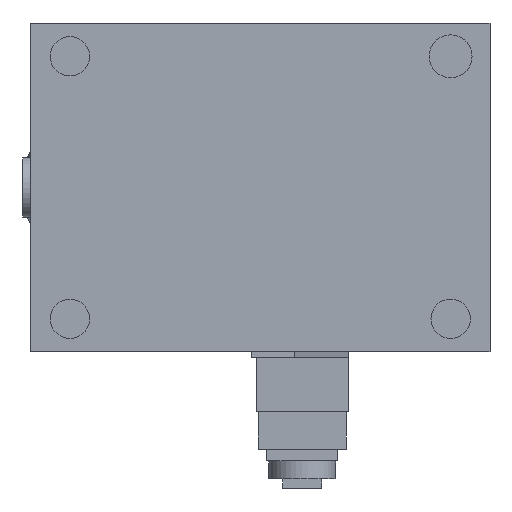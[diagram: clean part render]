
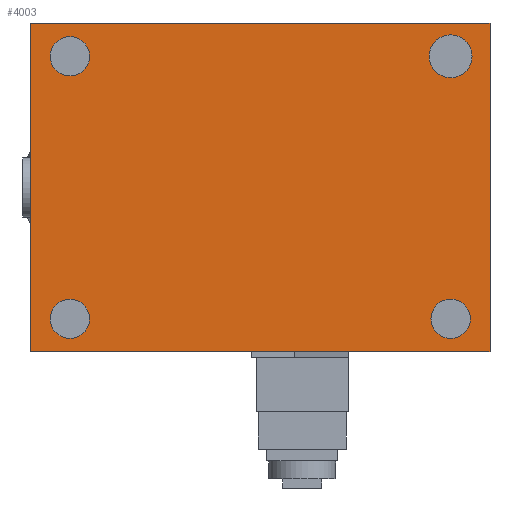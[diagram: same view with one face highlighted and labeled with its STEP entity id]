
A CAD part, front view. The second image highlights one B-rep face of the part: STEP entity #4003.
In plain terms, the highlighted planar face has unit normal (0, -1, 0).
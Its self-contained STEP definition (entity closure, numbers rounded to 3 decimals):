
#2513 = CARTESIAN_POINT ( 'NONE',  ( 30., 0., 100. ) ) ;
#2514 = DIRECTION ( 'NONE',  ( 0., -1., 0. ) ) ;
#2515 = DIRECTION ( 'NONE',  ( 0., 0., 1. ) ) ;
#3048 = CARTESIAN_POINT ( 'NONE',  ( 350., 0., 125. ) ) ;
#3049 = CARTESIAN_POINT ( 'NONE',  ( 320., 0., 100. ) ) ;
#3050 = DIRECTION ( 'NONE',  ( 0., -1., 0. ) ) ;
#3051 = DIRECTION ( 'NONE',  ( 0., 0., 1. ) ) ;
#3052 = LINE ( 'NONE', #3058, #10036 ) ;
#3053 = LINE ( 'NONE', #3048, #10038 ) ;
#3054 = CARTESIAN_POINT ( 'NONE',  ( 30., 0., -100. ) ) ;
#3055 = DIRECTION ( 'NONE',  ( 0., -1., 0. ) ) ;
#3056 = DIRECTION ( 'NONE',  ( 0., 0., 1. ) ) ;
#3057 = DIRECTION ( 'NONE',  ( -1., 0., 0. ) ) ;
#3058 = CARTESIAN_POINT ( 'NONE',  ( 350., 0., 125. ) ) ;
#3059 = DIRECTION ( 'NONE',  ( 0., 0., -1. ) ) ;
#3060 = LINE ( 'NONE', #3061, #10033 ) ;
#3061 = CARTESIAN_POINT ( 'NONE',  ( 350., 0., -125. ) ) ;
#3062 = DIRECTION ( 'NONE',  ( -1., 0., 0. ) ) ;
#3063 = LINE ( 'NONE', #3064, #10032 ) ;
#3064 = CARTESIAN_POINT ( 'NONE',  ( 0., 0., 125. ) ) ;
#3065 = DIRECTION ( 'NONE',  ( 0., 0., -1. ) ) ;
#3067 = CARTESIAN_POINT ( 'NONE',  ( 30., 0., 100. ) ) ;
#3068 = DIRECTION ( 'NONE',  ( 0., -1., 0. ) ) ;
#3069 = DIRECTION ( 'NONE',  ( 0., 0., 1. ) ) ;
#3072 = CARTESIAN_POINT ( 'NONE',  ( 320., 0., -100. ) ) ;
#3073 = DIRECTION ( 'NONE',  ( 0., -1., 0. ) ) ;
#3074 = DIRECTION ( 'NONE',  ( 0., 0., 1. ) ) ;
#3244 = CARTESIAN_POINT ( 'NONE',  ( 320., 0., 100. ) ) ;
#3245 = DIRECTION ( 'NONE',  ( 0., -1., 0. ) ) ;
#3246 = DIRECTION ( 'NONE',  ( 0., 0., 1. ) ) ;
#3256 = CARTESIAN_POINT ( 'NONE',  ( 320., 0., -100. ) ) ;
#3257 = DIRECTION ( 'NONE',  ( 0., -1., 0. ) ) ;
#3258 = DIRECTION ( 'NONE',  ( 0., 0., 1. ) ) ;
#3267 = CARTESIAN_POINT ( 'NONE',  ( 30., 0., -100. ) ) ;
#3268 = DIRECTION ( 'NONE',  ( 0., -1., 0. ) ) ;
#3269 = DIRECTION ( 'NONE',  ( 0., 0., 1. ) ) ;
#3759 = EDGE_CURVE ( 'NONE', #7856, #7857, #10039, .T. ) ;
#3760 = EDGE_CURVE ( 'NONE', #7848, #7849, #10040, .T. ) ;
#3761 = EDGE_CURVE ( 'NONE', #7803, #7809, #3053, .T. ) ;
#3762 = EDGE_CURVE ( 'NONE', #7803, #7808, #3052, .T. ) ;
#3763 = EDGE_CURVE ( 'NONE', #7808, #7804, #3060, .T. ) ;
#3764 = EDGE_CURVE ( 'NONE', #7809, #7804, #3063, .T. ) ;
#3765 = EDGE_CURVE ( 'NONE', #7844, #7845, #10031, .T. ) ;
#3766 = EDGE_CURVE ( 'NONE', #7852, #7853, #10034, .T. ) ;
#3807 = EDGE_CURVE ( 'NONE', #7857, #7856, #7230, .T. ) ;
#3811 = EDGE_CURVE ( 'NONE', #7853, #7852, #4163, .T. ) ;
#3815 = EDGE_CURVE ( 'NONE', #7849, #7848, #4121, .T. ) ;
#3851 = EDGE_CURVE ( 'NONE', #7845, #7844, #9880, .T. ) ;
#4003 = ADVANCED_FACE ( 'NONE', ( #4656, #4642, #4659, #4661, #4655 ), #4657, .F. ) ;
#4120 = AXIS2_PLACEMENT_3D ( 'NONE', #3267, #3268, #3269 ) ;
#4121 = CIRCLE ( 'NONE', #4120, 15. ) ;
#4163 = CIRCLE ( 'NONE', #7253, 15. ) ;
#4642 = FACE_BOUND ( 'NONE', #9489, .T. ) ;
#4655 = FACE_BOUND ( 'NONE', #9498, .T. ) ;
#4656 = FACE_BOUND ( 'NONE', #9178, .T. ) ;
#4657 = PLANE ( 'NONE',  #6595 ) ;
#4659 = FACE_OUTER_BOUND ( 'NONE', #9492, .T. ) ;
#4661 = FACE_BOUND ( 'NONE', #9163, .T. ) ;
#4671 = CARTESIAN_POINT ( 'NONE',  ( 350., 0., 125. ) ) ;
#4672 = DIRECTION ( 'NONE',  ( 0., 1., 0. ) ) ;
#4673 = DIRECTION ( 'NONE',  ( 0., 0., 1. ) ) ;
#4896 = CARTESIAN_POINT ( 'NONE',  ( 350., 0., 125. ) ) ;
#4897 = CARTESIAN_POINT ( 'NONE',  ( 0., 0., -125. ) ) ;
#4901 = CARTESIAN_POINT ( 'NONE',  ( 350., 0., -125. ) ) ;
#4902 = CARTESIAN_POINT ( 'NONE',  ( 0., 0., 125. ) ) ;
#4937 = CARTESIAN_POINT ( 'NONE',  ( 30., 0., 115. ) ) ;
#4938 = CARTESIAN_POINT ( 'NONE',  ( 30., 0., 85. ) ) ;
#4941 = CARTESIAN_POINT ( 'NONE',  ( 30., 0., -85. ) ) ;
#4942 = CARTESIAN_POINT ( 'NONE',  ( 30., 0., -115. ) ) ;
#4945 = CARTESIAN_POINT ( 'NONE',  ( 320., 0., -85. ) ) ;
#4946 = CARTESIAN_POINT ( 'NONE',  ( 320., 0., -115. ) ) ;
#4949 = CARTESIAN_POINT ( 'NONE',  ( 320., 0., 116.339 ) ) ;
#4950 = CARTESIAN_POINT ( 'NONE',  ( 320., 0., 83.661 ) ) ;
#6595 = AXIS2_PLACEMENT_3D ( 'NONE', #4671, #4672, #4673 ) ;
#7230 = CIRCLE ( 'NONE', #7241, 16.339 ) ;
#7241 = AXIS2_PLACEMENT_3D ( 'NONE', #3244, #3245, #3246 ) ;
#7253 = AXIS2_PLACEMENT_3D ( 'NONE', #3256, #3257, #3258 ) ;
#7803 = VERTEX_POINT ( 'NONE', #4896 ) ;
#7804 = VERTEX_POINT ( 'NONE', #4897 ) ;
#7808 = VERTEX_POINT ( 'NONE', #4901 ) ;
#7809 = VERTEX_POINT ( 'NONE', #4902 ) ;
#7844 = VERTEX_POINT ( 'NONE', #4937 ) ;
#7845 = VERTEX_POINT ( 'NONE', #4938 ) ;
#7848 = VERTEX_POINT ( 'NONE', #4941 ) ;
#7849 = VERTEX_POINT ( 'NONE', #4942 ) ;
#7852 = VERTEX_POINT ( 'NONE', #4945 ) ;
#7853 = VERTEX_POINT ( 'NONE', #4946 ) ;
#7856 = VERTEX_POINT ( 'NONE', #4949 ) ;
#7857 = VERTEX_POINT ( 'NONE', #4950 ) ;
#8317 = ORIENTED_EDGE ( 'NONE', *, *, #3807, .F. ) ;
#8318 = ORIENTED_EDGE ( 'NONE', *, *, #3759, .F. ) ;
#8319 = ORIENTED_EDGE ( 'NONE', *, *, #3815, .F. ) ;
#8320 = ORIENTED_EDGE ( 'NONE', *, *, #3760, .F. ) ;
#8321 = ORIENTED_EDGE ( 'NONE', *, *, #3761, .T. ) ;
#8322 = ORIENTED_EDGE ( 'NONE', *, *, #3762, .F. ) ;
#8323 = ORIENTED_EDGE ( 'NONE', *, *, #3763, .F. ) ;
#8324 = ORIENTED_EDGE ( 'NONE', *, *, #3764, .T. ) ;
#8325 = ORIENTED_EDGE ( 'NONE', *, *, #3851, .F. ) ;
#8326 = ORIENTED_EDGE ( 'NONE', *, *, #3765, .F. ) ;
#8327 = ORIENTED_EDGE ( 'NONE', *, *, #3811, .F. ) ;
#8328 = ORIENTED_EDGE ( 'NONE', *, *, #3766, .F. ) ;
#9163 = EDGE_LOOP ( 'NONE', ( #8320, #8319 ) ) ;
#9178 = EDGE_LOOP ( 'NONE', ( #8328, #8327 ) ) ;
#9489 = EDGE_LOOP ( 'NONE', ( #8326, #8325 ) ) ;
#9492 = EDGE_LOOP ( 'NONE', ( #8324, #8323, #8322, #8321 ) ) ;
#9498 = EDGE_LOOP ( 'NONE', ( #8318, #8317 ) ) ;
#9880 = CIRCLE ( 'NONE', #9885, 15. ) ;
#9885 = AXIS2_PLACEMENT_3D ( 'NONE', #2513, #2514, #2515 ) ;
#10027 = AXIS2_PLACEMENT_3D ( 'NONE', #3072, #3073, #3074 ) ;
#10029 = AXIS2_PLACEMENT_3D ( 'NONE', #3067, #3068, #3069 ) ;
#10031 = CIRCLE ( 'NONE', #10029, 15. ) ;
#10032 = VECTOR ( 'NONE', #3065, 1000. ) ;
#10033 = VECTOR ( 'NONE', #3062, 1000. ) ;
#10034 = CIRCLE ( 'NONE', #10027, 15. ) ;
#10035 = AXIS2_PLACEMENT_3D ( 'NONE', #3054, #3055, #3056 ) ;
#10036 = VECTOR ( 'NONE', #3059, 1000. ) ;
#10037 = AXIS2_PLACEMENT_3D ( 'NONE', #3049, #3050, #3051 ) ;
#10038 = VECTOR ( 'NONE', #3057, 1000. ) ;
#10039 = CIRCLE ( 'NONE', #10037, 16.339 ) ;
#10040 = CIRCLE ( 'NONE', #10035, 15. ) ;
